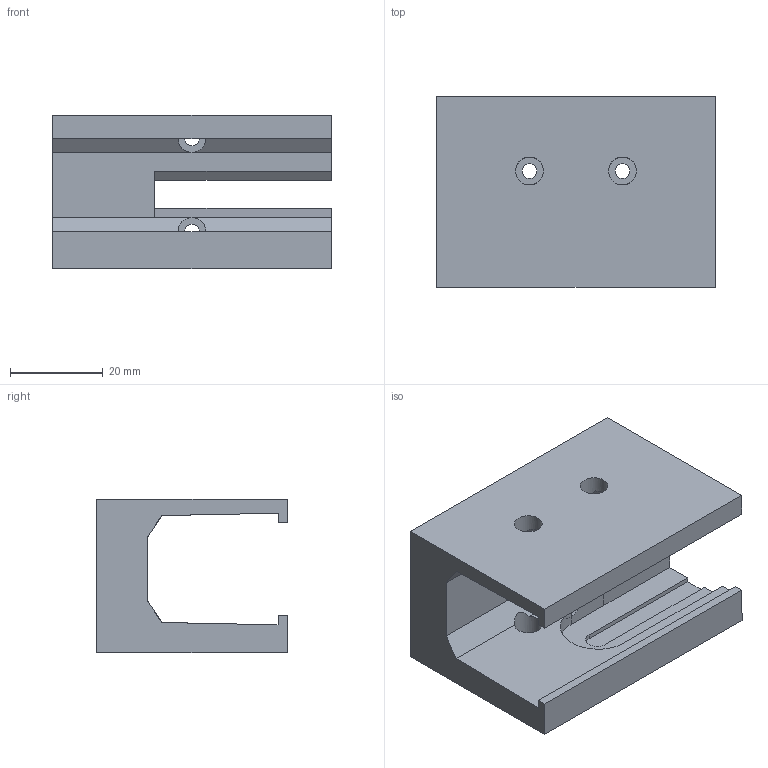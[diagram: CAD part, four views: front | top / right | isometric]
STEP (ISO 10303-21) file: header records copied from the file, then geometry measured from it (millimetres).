
FILE_DESCRIPTION(/* description */ (''),/* implementation_level */ '2;1');
FILE_NAME(/* name */ 'CamMount.step',/* time_stamp */ '2025-09-17T13:48:43+08:00',/* author */ (''),/* organization */ (''),/* preprocessor_version */ 'ST-DEVELOPER v20.1',/* originating_system */ 'Autodesk Translation Framework v14.17.0.0',/* authorisation */ '');
FILE_SCHEMA (('AUTOMOTIVE_DESIGN { 1 0 10303 214 3 1 1 }'));
Length unit declared in the file: millimetre
Products named in the file (1): 配置 1
Bounding box: 60 x 41 x 33 mm (x, y, z)
Volume: 34005.4 mm3; surface area: 15163.9 mm2
Topology: 1 solids, 1 shells, 51 faces, 147 edges, 96 vertices
Faces by surface type: plane 39, cylinder 12
Full cylindrical faces by diameter (mm): 3.2 x4, 6 x6
Entity records: 1741 total; most frequent: ORIENTED_EDGE 296, DIRECTION 296, CARTESIAN_POINT 296, EDGE_CURVE 148, LINE 104, VECTOR 104, VERTEX_POINT 96, AXIS2_PLACEMENT_3D 96
